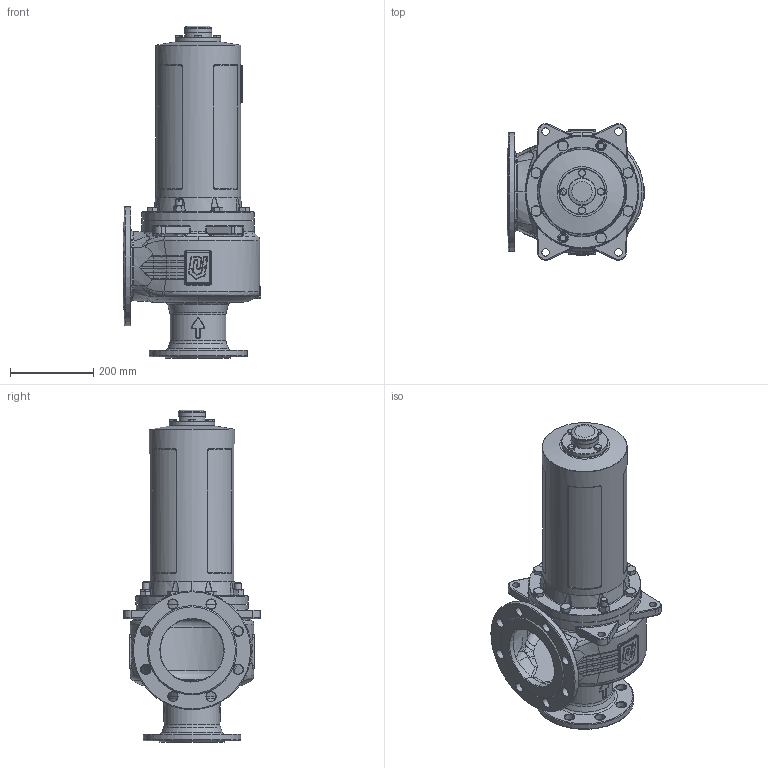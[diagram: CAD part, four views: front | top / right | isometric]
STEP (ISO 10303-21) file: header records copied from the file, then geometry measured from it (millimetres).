
FILE_DESCRIPTION(('HOOPS Exchange Step'),'2;1');
FILE_NAME('SF0600_DN100_100-150.stp','2025-06-27T13:17:33+02:00',('nieru'),('Unknown organisation'),'HOOPS Exchange 2024.2','HOOPS Exchange','Unknown authorisation');
FILE_SCHEMA( ('AP203_CONFIGURATION_CONTROLLED_3D_DESIGN_OF_MECHANICAL_PARTS_AND_ASSEMBLIES_MIM_LF') );
Length unit declared in the file: millimetre
Products named in the file (2): 0; root
Assembly tree (1 placements, depth 2):
  root
    0
Bounding box: 331 x 327.98 x 796.5 mm (x, y, z)
Volume: 19488655.7 mm3; surface area: 1226510.8 mm2
Topology: 19 solids, 19 shells, 1447 faces, 3546 edges, 2132 vertices
Faces by surface type: bspline 536, cylinder 329, plane 293, torus 180, cone 108, sphere 1
Full cylindrical faces by diameter (mm): 2 x1, 3 x1, 13.835 x2, 14.63 x4, 16 x2, 18 x4, 22.49 x6, 23 x16, 62.8 x1, 65 x3, 98 x1, 98.082 x1, 110 x1, 125.778 x1, 134 x1, 190 x1, 204 x1, 235 x1, 269 x2, 285 x1
Entity records: 123887 total; most frequent: CARTESIAN_POINT 93398, ORIENTED_EDGE 6950, DIRECTION 5048, EDGE_CURVE 3475, VERTEX_POINT 2133, AXIS2_PLACEMENT_3D 2083, EDGE_LOOP 1568, FACE_BOUND 1568
